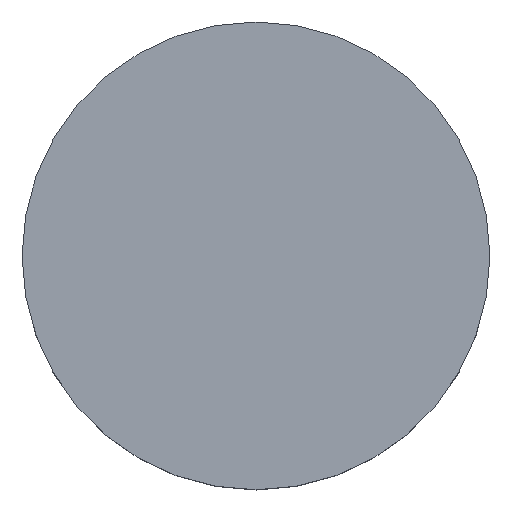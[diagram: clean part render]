
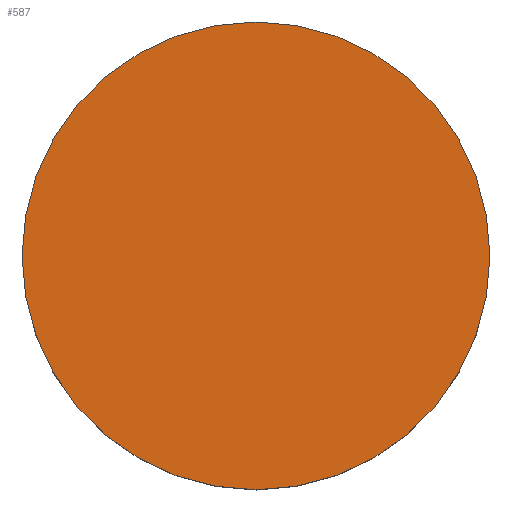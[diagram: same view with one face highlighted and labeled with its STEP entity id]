
A CAD part, top view. The second image highlights one B-rep face of the part: STEP entity #587.
In plain terms, the highlighted planar face has unit normal (0, 0, 1).
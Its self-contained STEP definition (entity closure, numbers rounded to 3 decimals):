
#258=CARTESIAN_POINT('',(0.,0.,25.));
#259=DIRECTION('',(0.,0.,1.));
#260=DIRECTION('',(0.,1.,0.));
#261=AXIS2_PLACEMENT_3D('',#258,#259,#260);
#266=CARTESIAN_POINT('',(0.,0.,25.));
#267=DIRECTION('',(0.,0.,-1.));
#268=DIRECTION('',(0.,1.,0.));
#269=AXIS2_PLACEMENT_3D('',#266,#267,#268);
#383=CARTESIAN_POINT('',(0.,20.,25.));
#385=VERTEX_POINT('',#383);
#387=CARTESIAN_POINT('',(0.,-20.,25.));
#389=VERTEX_POINT('',#387);
#578=CARTESIAN_POINT('',(0.,0.,25.));
#579=DIRECTION('',(0.,0.,-1.));
#580=DIRECTION('',(0.,-1.,0.));
#581=AXIS2_PLACEMENT_3D('',#578,#579,#580);
#582=PLANE('',#581);
#583=ORIENTED_EDGE('',*,*,#557,.F.);
#584=ORIENTED_EDGE('',*,*,#573,.T.);
#585=EDGE_LOOP('',(#583,#584));
#586=FACE_OUTER_BOUND('',#585,.F.);
#587=ADVANCED_FACE('',(#586),#582,.F.);
#262=CIRCLE('',#261,20.);
#270=CIRCLE('',#269,20.);
#557=EDGE_CURVE('',#385,#389,#262,.T.);
#573=EDGE_CURVE('',#385,#389,#270,.T.);
